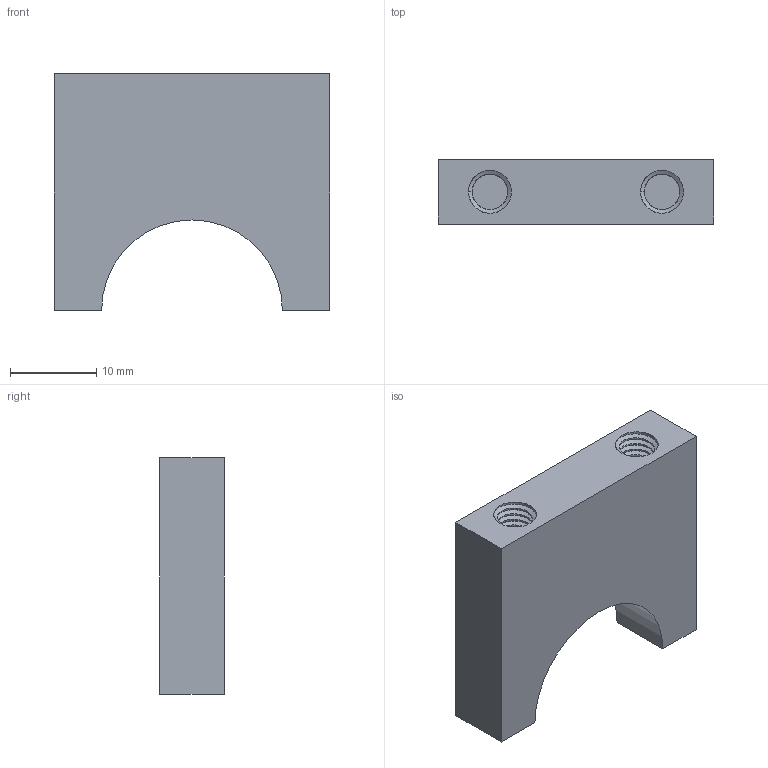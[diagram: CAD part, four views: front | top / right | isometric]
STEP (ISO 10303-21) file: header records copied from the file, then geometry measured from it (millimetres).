
FILE_DESCRIPTION (( 'STEP AP214' ), '1' );
FILE_NAME ('petit support piston.STEP', '2020-01-23T10:39:19', ( '' ), ( '' ), 'SwSTEP 2.0', 'SolidWorks 2017', '' );
FILE_SCHEMA (( 'AUTOMOTIVE_DESIGN' ));
Length unit declared in the file: millimetre
Products named in the file (1): petit support piston
Bounding box: 32 x 7.5 x 27.5 mm (x, y, z)
Volume: 4773.3 mm3; surface area: 3207.8 mm2
Topology: 1 solids, 1 shells, 138 faces, 382 edges, 250 vertices
Faces by surface type: cylinder 111, plane 15, bspline 12
Entity records: 15720 total; most frequent: CARTESIAN_POINT 12835, ORIENTED_EDGE 764, DIRECTION 412, EDGE_CURVE 382, VERTEX_POINT 250, EDGE_LOOP 142, AXIS2_PLACEMENT_3D 141, FACE_OUTER_BOUND 138
